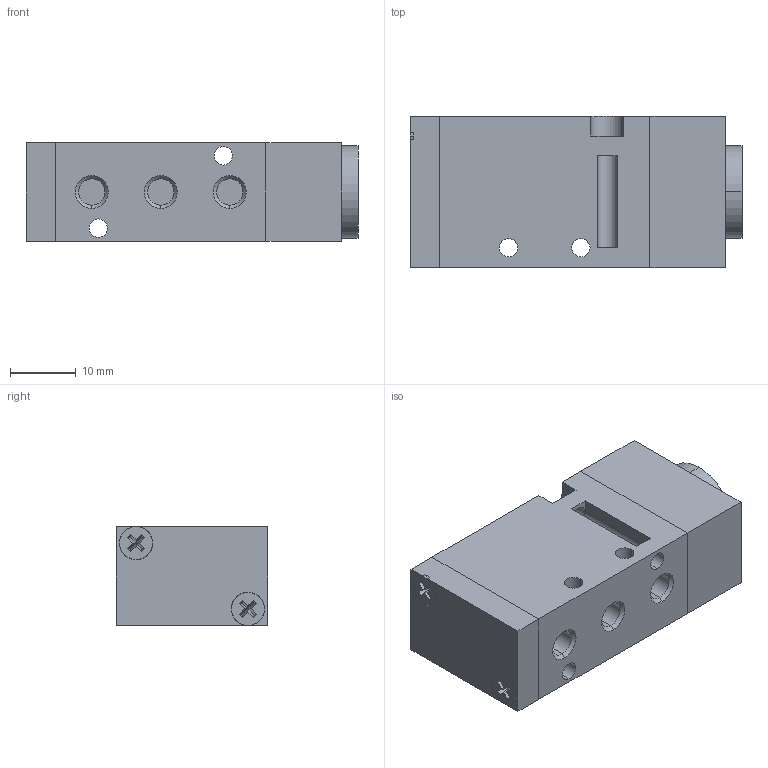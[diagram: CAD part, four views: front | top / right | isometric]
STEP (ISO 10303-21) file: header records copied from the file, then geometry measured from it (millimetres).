
FILE_DESCRIPTION (( 'STEP AP203' ), '1' );
FILE_NAME ('SFP1101.STEP', '2016-01-13T02:10:21', ( 'yrd8' ), ( 'Hewlett-Packard Company' ), 'SwSTEP 2.0', 'SolidWorks 2008', '' );
FILE_SCHEMA (( 'CONFIG_CONTROL_DESIGN' ));
Length unit declared in the file: millimetre
Products named in the file (4): SFP1101; SFP1000 Body_ル遽; SFP1000 Semi_ル遽; SFP1000 Cover_ル遽
Assembly tree (3 placements, depth 2):
  SFP1101
    SFP1000 Body_ル遽
    SFP1000 Semi_ル遽
    SFP1000 Cover_ル遽
Bounding box: 50.5 x 23 x 15 mm (x, y, z)
Volume: 15158.8 mm3; surface area: 7582.6 mm2
Topology: 3 solids, 3 shells, 157 faces, 363 edges, 230 vertices
Faces by surface type: plane 96, cylinder 47, cone 14
Entity records: 4857 total; most frequent: DIRECTION 799, CARTESIAN_POINT 756, ORIENTED_EDGE 726, EDGE_CURVE 363, AXIS2_PLACEMENT_3D 273, LINE 253, VECTOR 253, VERTEX_POINT 230
